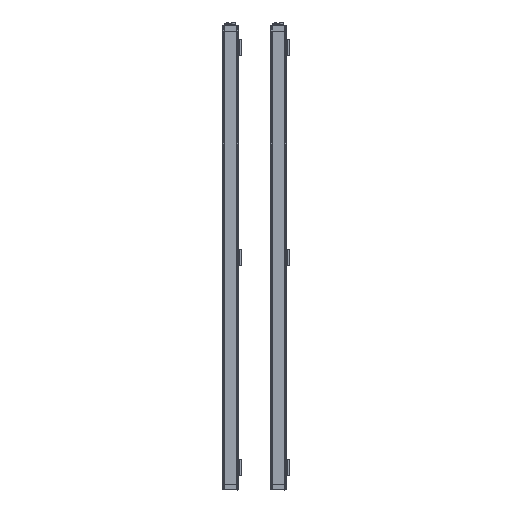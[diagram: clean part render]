
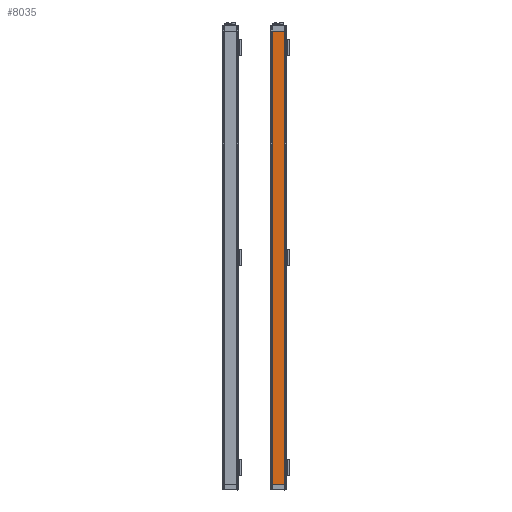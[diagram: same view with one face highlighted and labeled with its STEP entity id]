
A CAD part, top view. The second image highlights one B-rep face of the part: STEP entity #8035.
In plain terms, the highlighted planar face has unit normal (0, 0, 1).
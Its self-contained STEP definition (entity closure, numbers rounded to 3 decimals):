
#8035=ADVANCED_FACE('',(#23088),#23089,.T.);
#23088=FACE_OUTER_BOUND('',#58115,.T.);
#23089=PLANE('',#58116);
#58115=EDGE_LOOP('',(#114239,#114240,#114241,#114242));
#58116=AXIS2_PLACEMENT_3D('',#114243,#114244,#114245);
#114239=ORIENTED_EDGE('',*,*,#135800,.T.);
#114240=ORIENTED_EDGE('',*,*,#135801,.F.);
#114241=ORIENTED_EDGE('',*,*,#135797,.T.);
#114242=ORIENTED_EDGE('',*,*,#135507,.F.);
#114243=CARTESIAN_POINT('',(-146.617,59.054,-307.536));
#114244=DIRECTION('',(0.,0.,1.0));
#114245=DIRECTION('',(0.0,-1.0,0.));
#135507=EDGE_CURVE('',#165379,#165381,#165382,.T.);
#135797=EDGE_CURVE('',#165915,#165381,#165916,.T.);
#135800=EDGE_CURVE('',#165379,#165920,#165921,.T.);
#135801=EDGE_CURVE('',#165915,#165920,#165922,.T.);
#165379=VERTEX_POINT('',#219323);
#165381=VERTEX_POINT('',#219326);
#165382=LINE('',#219327,#219328);
#165915=VERTEX_POINT('',#220017);
#165916=LINE('',#220018,#220019);
#165920=VERTEX_POINT('',#220025);
#165921=LINE('',#220026,#220027);
#165922=LINE('',#220028,#220029);
#219323=CARTESIAN_POINT('',(-109.017,-990.946,-307.536));
#219326=CARTESIAN_POINT('',(-146.617,-990.946,-307.536));
#219327=CARTESIAN_POINT('',(-109.017,-990.946,-307.536));
#219328=VECTOR('',#252174,37.6);
#220017=CARTESIAN_POINT('',(-146.617,407.554,-307.536));
#220018=CARTESIAN_POINT('',(-146.617,59.054,-307.536));
#220019=VECTOR('',#252730,1398.5);
#220025=CARTESIAN_POINT('',(-109.017,407.554,-307.536));
#220026=CARTESIAN_POINT('',(-109.017,59.054,-307.536));
#220027=VECTOR('',#252733,1398.5);
#220028=CARTESIAN_POINT('',(-146.617,407.554,-307.536));
#220029=VECTOR('',#252734,37.6);
#252174=DIRECTION('',(-1.0,0.,0.));
#252730=DIRECTION('',(0.,-1.0,0.0));
#252733=DIRECTION('',(0.,1.0,0.));
#252734=DIRECTION('',(1.0,0.,0.));
